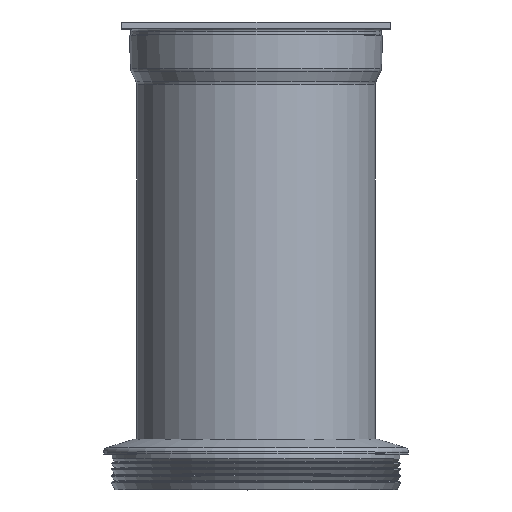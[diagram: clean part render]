
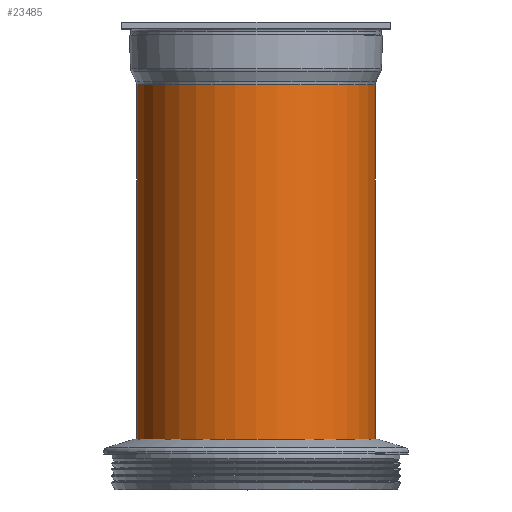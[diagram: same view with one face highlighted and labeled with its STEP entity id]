
A CAD part, top view. The second image highlights one B-rep face of the part: STEP entity #23485.
In plain terms, the highlighted cylindrical face has radius 157.5 mm (diameter 315 mm), a full revolution.
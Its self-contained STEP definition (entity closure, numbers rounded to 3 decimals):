
#2361=CYLINDRICAL_SURFACE('',#26119,157.5);
#3208=LINE('',#64782,#3973);
#3973=VECTOR('',#31962,157.5);
#5694=FACE_OUTER_BOUND('',#7303,.T.);
#7303=EDGE_LOOP('',(#21673,#21674,#21675,#21676,#21677,#21678));
#8858=CIRCLE('',#26117,157.5);
#8859=CIRCLE('',#26118,157.5);
#8860=CIRCLE('',#26120,157.5);
#8861=CIRCLE('',#26121,157.5);
#10990=VERTEX_POINT('',#64775);
#10991=VERTEX_POINT('',#64777);
#10992=VERTEX_POINT('',#64781);
#10993=VERTEX_POINT('',#64783);
#14554=EDGE_CURVE('',#10990,#10991,#8858,.T.);
#14555=EDGE_CURVE('',#10991,#10990,#8859,.T.);
#14556=EDGE_CURVE('',#10991,#10992,#3208,.T.);
#14557=EDGE_CURVE('',#10992,#10993,#8860,.T.);
#14558=EDGE_CURVE('',#10993,#10992,#8861,.T.);
#21673=ORIENTED_EDGE('',*,*,#14554,.F.);
#21674=ORIENTED_EDGE('',*,*,#14555,.F.);
#21675=ORIENTED_EDGE('',*,*,#14556,.T.);
#21676=ORIENTED_EDGE('',*,*,#14557,.T.);
#21677=ORIENTED_EDGE('',*,*,#14558,.T.);
#21678=ORIENTED_EDGE('',*,*,#14556,.F.);
#23485=ADVANCED_FACE('',(#5694),#2361,.T.);
#26117=AXIS2_PLACEMENT_3D('',#64778,#31956,#31957);
#26118=AXIS2_PLACEMENT_3D('',#64779,#31958,#31959);
#26119=AXIS2_PLACEMENT_3D('',#64780,#31960,#31961);
#26120=AXIS2_PLACEMENT_3D('',#64784,#31963,#31964);
#26121=AXIS2_PLACEMENT_3D('',#64785,#31965,#31966);
#31956=DIRECTION('center_axis',(0.,-1.,0.));
#31957=DIRECTION('ref_axis',(1.,0.,0.));
#31958=DIRECTION('center_axis',(0.,-1.,0.));
#31959=DIRECTION('ref_axis',(1.,0.,0.));
#31960=DIRECTION('center_axis',(0.,-1.,0.));
#31961=DIRECTION('ref_axis',(-1.,0.,0.));
#31962=DIRECTION('',(0.,1.,0.));
#31963=DIRECTION('center_axis',(0.,-1.,0.));
#31964=DIRECTION('ref_axis',(1.,0.,0.));
#31965=DIRECTION('center_axis',(0.,-1.,0.));
#31966=DIRECTION('ref_axis',(1.,0.,0.));
#64775=CARTESIAN_POINT('',(0.,9.448,157.5));
#64777=CARTESIAN_POINT('',(157.5,9.448,0.));
#64778=CARTESIAN_POINT('Origin',(0.,9.448,
0.));
#64779=CARTESIAN_POINT('Origin',(0.,9.448,
0.));
#64780=CARTESIAN_POINT('Origin',(0.,267.204,
0.));
#64781=CARTESIAN_POINT('',(157.5,534.409,0.));
#64782=CARTESIAN_POINT('',(157.5,267.204,0.));
#64783=CARTESIAN_POINT('',(0.,534.409,157.5));
#64784=CARTESIAN_POINT('Origin',(0.,534.409,
0.));
#64785=CARTESIAN_POINT('Origin',(0.,534.409,
0.));
